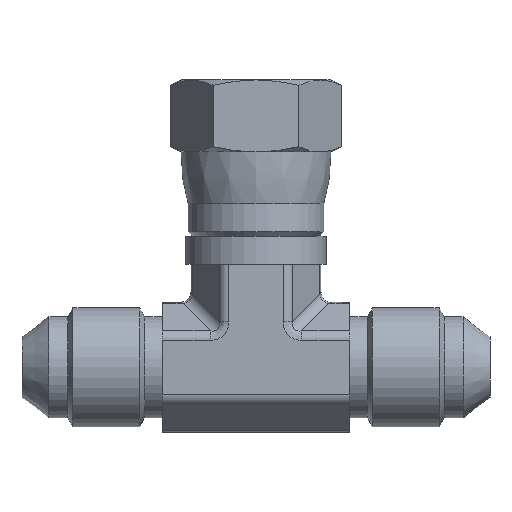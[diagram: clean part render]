
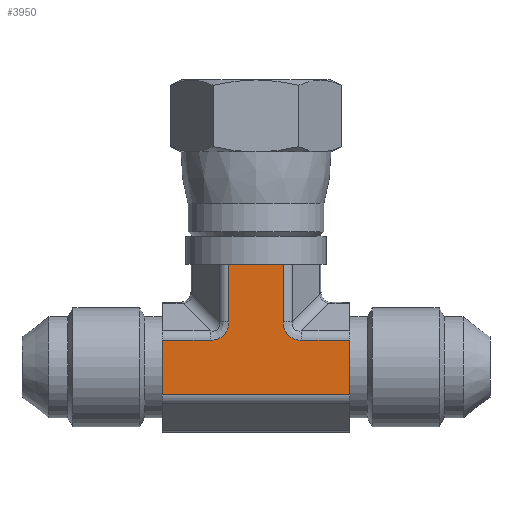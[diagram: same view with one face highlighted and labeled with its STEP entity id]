
A CAD part, front view. The second image highlights one B-rep face of the part: STEP entity #3950.
In plain terms, the highlighted planar face has unit normal (0, -1, 0).
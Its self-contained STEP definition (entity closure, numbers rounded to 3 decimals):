
#185=ELLIPSE('',#4221,2.969,2.3);
#186=ELLIPSE('',#4222,2.969,2.3);
#450=FACE_OUTER_BOUND('',#692,.T.);
#692=EDGE_LOOP('',(#3297,#3298,#3299,#3300,#3301,#3302,#3303,#3304,#3305,
#3306));
#1116=LINE('',#6495,#1517);
#1122=LINE('',#6519,#1523);
#1124=LINE('',#6523,#1525);
#1125=LINE('',#6525,#1526);
#1126=LINE('',#6529,#1527);
#1127=LINE('',#6531,#1528);
#1128=LINE('',#6533,#1529);
#1129=LINE('',#6536,#1530);
#1517=VECTOR('',#4952,10.);
#1523=VECTOR('',#4976,10.);
#1525=VECTOR('',#4980,10.);
#1526=VECTOR('',#4981,10.);
#1527=VECTOR('',#4984,10.);
#1528=VECTOR('',#4985,10.);
#1529=VECTOR('',#4986,10.);
#1530=VECTOR('',#4989,10.);
#1851=VERTEX_POINT('',#6492);
#1852=VERTEX_POINT('',#6494);
#1861=VERTEX_POINT('',#6517);
#1862=VERTEX_POINT('',#6522);
#1863=VERTEX_POINT('',#6524);
#1864=VERTEX_POINT('',#6526);
#1865=VERTEX_POINT('',#6528);
#1866=VERTEX_POINT('',#6530);
#1867=VERTEX_POINT('',#6532);
#1868=VERTEX_POINT('',#6534);
#2343=EDGE_CURVE('',#1851,#1852,#1116,.T.);
#2355=EDGE_CURVE('',#1861,#1851,#1122,.T.);
#2357=EDGE_CURVE('',#1861,#1862,#1124,.T.);
#2358=EDGE_CURVE('',#1863,#1862,#1125,.T.);
#2359=EDGE_CURVE('',#1864,#1863,#185,.T.);
#2360=EDGE_CURVE('',#1865,#1864,#1126,.T.);
#2361=EDGE_CURVE('',#1865,#1866,#1127,.T.);
#2362=EDGE_CURVE('',#1867,#1866,#1128,.T.);
#2363=EDGE_CURVE('',#1868,#1867,#186,.T.);
#2364=EDGE_CURVE('',#1852,#1868,#1129,.T.);
#3297=ORIENTED_EDGE('',*,*,#2355,.F.);
#3298=ORIENTED_EDGE('',*,*,#2357,.T.);
#3299=ORIENTED_EDGE('',*,*,#2358,.F.);
#3300=ORIENTED_EDGE('',*,*,#2359,.F.);
#3301=ORIENTED_EDGE('',*,*,#2360,.F.);
#3302=ORIENTED_EDGE('',*,*,#2361,.T.);
#3303=ORIENTED_EDGE('',*,*,#2362,.F.);
#3304=ORIENTED_EDGE('',*,*,#2363,.F.);
#3305=ORIENTED_EDGE('',*,*,#2364,.F.);
#3306=ORIENTED_EDGE('',*,*,#2343,.F.);
#3780=PLANE('',#4220);
#3950=ADVANCED_FACE('',(#450),#3780,.T.);
#4220=AXIS2_PLACEMENT_3D('',#6521,#4978,#4979);
#4221=AXIS2_PLACEMENT_3D('',#6527,#4982,#4983);
#4222=AXIS2_PLACEMENT_3D('',#6535,#4987,#4988);
#4952=DIRECTION('',(0.,0.,1.));
#4976=DIRECTION('',(-1.,0.,0.));
#4978=DIRECTION('center_axis',(0.,-1.,0.));
#4979=DIRECTION('ref_axis',(0.,0.,-1.));
#4980=DIRECTION('',(0.,0.,1.));
#4981=DIRECTION('',(1.,0.,0.));
#4982=DIRECTION('center_axis',(0.,-1.,0.));
#4983=DIRECTION('ref_axis',(-0.707,0.,-0.707));
#4984=DIRECTION('',(0.,0.,-1.));
#4985=DIRECTION('',(-1.,0.,0.));
#4986=DIRECTION('',(0.,0.,1.));
#4987=DIRECTION('center_axis',(0.,-1.,0.));
#4988=DIRECTION('ref_axis',(0.707,0.,-0.707));
#4989=DIRECTION('',(1.,0.,0.));
#6492=CARTESIAN_POINT('',(0.,-6.15,-2.887));
#6494=CARTESIAN_POINT('',(0.,-6.15,2.887));
#6495=CARTESIAN_POINT('',(0.,-6.15,-3.551));
#6517=CARTESIAN_POINT('',(20.,-6.15,-2.887));
#6519=CARTESIAN_POINT('',(0.,-6.15,-2.887));
#6521=CARTESIAN_POINT('Origin',(0.,-6.15,-3.551));
#6522=CARTESIAN_POINT('',(20.,-6.15,2.887));
#6523=CARTESIAN_POINT('',(20.,-6.15,-3.551));
#6524=CARTESIAN_POINT('',(14.879,-6.15,2.887));
#6525=CARTESIAN_POINT('',(0.,-6.15,2.887));
#6526=CARTESIAN_POINT('',(12.887,-6.15,4.879));
#6527=CARTESIAN_POINT('Origin',(15.543,-6.15,5.543));
#6528=CARTESIAN_POINT('',(12.887,-6.15,11.));
#6529=CARTESIAN_POINT('',(12.887,-6.15,-1.775));
#6530=CARTESIAN_POINT('',(7.113,-6.15,11.));
#6531=CARTESIAN_POINT('',(13.551,-6.15,11.));
#6532=CARTESIAN_POINT('',(7.113,-6.15,4.879));
#6533=CARTESIAN_POINT('',(7.113,-6.15,-1.775));
#6534=CARTESIAN_POINT('',(5.121,-6.15,2.887));
#6535=CARTESIAN_POINT('Origin',(4.457,-6.15,5.543));
#6536=CARTESIAN_POINT('',(0.,-6.15,2.887));
